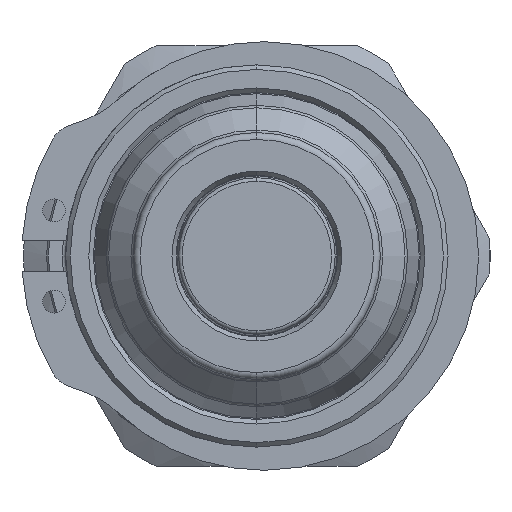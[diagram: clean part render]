
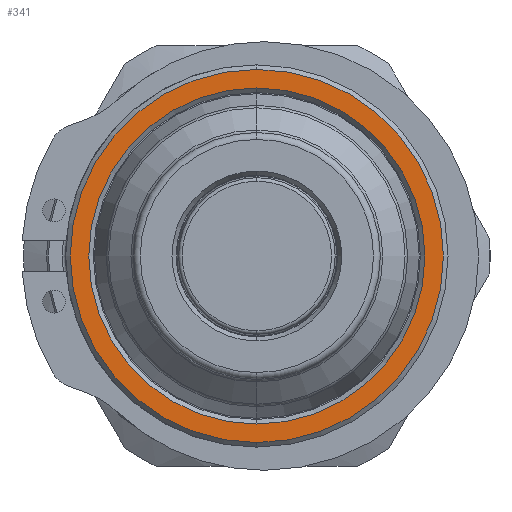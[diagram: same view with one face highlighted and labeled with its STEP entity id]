
A CAD part, left-side view. The second image highlights one B-rep face of the part: STEP entity #341.
In plain terms, the highlighted planar face has unit normal (-1, 0, 0).
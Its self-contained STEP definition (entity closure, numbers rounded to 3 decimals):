
#341 = ADVANCED_FACE ( 'NONE', ( #1485, #1502 ), #3202, .T. ) ;
#478 = ORIENTED_EDGE ( 'NONE', *, *, #796, .F. ) ;
#558 = ORIENTED_EDGE ( 'NONE', *, *, #790, .T. ) ;
#621 = ORIENTED_EDGE ( 'NONE', *, *, #701, .F. ) ;
#638 = ORIENTED_EDGE ( 'NONE', *, *, #704, .T. ) ;
#701 = EDGE_CURVE ( 'NONE', #3267, #3413, #1000, .T. ) ;
#704 = EDGE_CURVE ( 'NONE', #3340, #3320, #1003, .T. ) ;
#790 = EDGE_CURVE ( 'NONE', #3320, #3340, #1109, .T. ) ;
#796 = EDGE_CURVE ( 'NONE', #3413, #3267, #1091, .T. ) ;
#1000 = CIRCLE ( 'NONE', #2065, 18.375 ) ;
#1003 = CIRCLE ( 'NONE', #2060, 20.4 ) ;
#1091 = CIRCLE ( 'NONE', #2153, 18.375 ) ;
#1109 = CIRCLE ( 'NONE', #2118, 20.4 ) ;
#1485 = FACE_OUTER_BOUND ( 'NONE', #3712, .T. ) ;
#1502 = FACE_BOUND ( 'NONE', #3715, .T. ) ;
#1672 = CARTESIAN_POINT ( 'NONE',  ( 24.85, 0., -18.375 ) ) ;
#1702 = CARTESIAN_POINT ( 'NONE',  ( 24.85, 0., -20.4 ) ) ;
#1710 = CARTESIAN_POINT ( 'NONE',  ( 24.85, 0., 18.375 ) ) ;
#1945 = CARTESIAN_POINT ( 'NONE',  ( 24.85, 0., 20.4 ) ) ;
#2060 = AXIS2_PLACEMENT_3D ( 'NONE', #3577, #3578, #3579 ) ;
#2065 = AXIS2_PLACEMENT_3D ( 'NONE', #3568, #3570, #3569 ) ;
#2118 = AXIS2_PLACEMENT_3D ( 'NONE', #2592, #2770, #2742 ) ;
#2153 = AXIS2_PLACEMENT_3D ( 'NONE', #2617, #2618, #2616 ) ;
#2298 = AXIS2_PLACEMENT_3D ( 'NONE', #3204, #2911, #2910 ) ;
#2592 = CARTESIAN_POINT ( 'NONE',  ( 24.85, 0., 0. ) ) ;
#2616 = DIRECTION ( 'NONE',  ( 0., 0., 1. ) ) ;
#2617 = CARTESIAN_POINT ( 'NONE',  ( 24.85, 0., 0. ) ) ;
#2618 = DIRECTION ( 'NONE',  ( -1., 0., 0. ) ) ;
#2742 = DIRECTION ( 'NONE',  ( 0., 0., 1. ) ) ;
#2770 = DIRECTION ( 'NONE',  ( -1., 0., 0. ) ) ;
#2910 = DIRECTION ( 'NONE',  ( 0., 0., 1. ) ) ;
#2911 = DIRECTION ( 'NONE',  ( -1., 0., 0. ) ) ;
#3202 = PLANE ( 'NONE',  #2298 ) ;
#3204 = CARTESIAN_POINT ( 'NONE',  ( 24.85, 18.375, 0. ) ) ;
#3267 = VERTEX_POINT ( 'NONE', #1710 ) ;
#3320 = VERTEX_POINT ( 'NONE', #1945 ) ;
#3340 = VERTEX_POINT ( 'NONE', #1702 ) ;
#3413 = VERTEX_POINT ( 'NONE', #1672 ) ;
#3568 = CARTESIAN_POINT ( 'NONE',  ( 24.85, 0., 0. ) ) ;
#3569 = DIRECTION ( 'NONE',  ( 0., 0., 1. ) ) ;
#3570 = DIRECTION ( 'NONE',  ( -1., 0., 0. ) ) ;
#3577 = CARTESIAN_POINT ( 'NONE',  ( 24.85, 0., 0. ) ) ;
#3578 = DIRECTION ( 'NONE',  ( -1., 0., 0. ) ) ;
#3579 = DIRECTION ( 'NONE',  ( 0., 0., 1. ) ) ;
#3712 = EDGE_LOOP ( 'NONE', ( #638, #558 ) ) ;
#3715 = EDGE_LOOP ( 'NONE', ( #621, #478 ) ) ;
